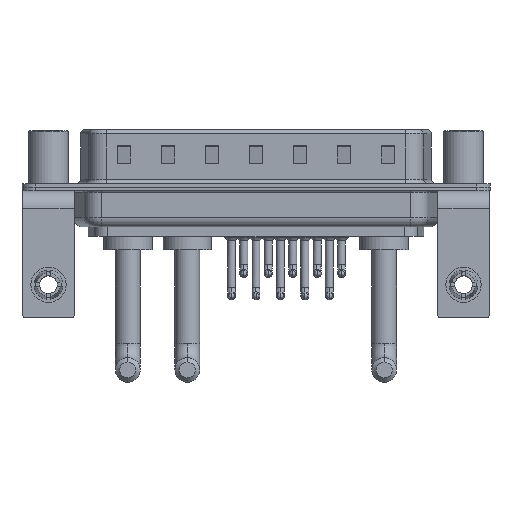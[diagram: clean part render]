
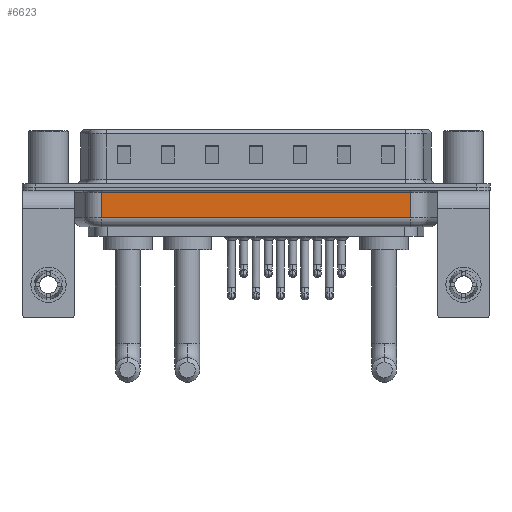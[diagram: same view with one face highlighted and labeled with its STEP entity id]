
A CAD part, front view. The second image highlights one B-rep face of the part: STEP entity #6623.
In plain terms, the highlighted planar face has unit normal (0, -1, 0).
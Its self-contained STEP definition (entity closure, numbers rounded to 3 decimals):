
#853 = VECTOR ( 'NONE', #6310, 1000. ) ;
#994 = CARTESIAN_POINT ( 'NONE',  ( 6.006, -5.35, -4.5 ) ) ;
#2796 = CARTESIAN_POINT ( 'NONE',  ( 6.006, -5.35, -0.65 ) ) ;
#5182 = VERTEX_POINT ( 'NONE', #24741 ) ;
#5812 = VERTEX_POINT ( 'NONE', #11519 ) ;
#6048 = AXIS2_PLACEMENT_3D ( 'NONE', #994, #11557, #11286 ) ;
#6310 = DIRECTION ( 'NONE',  ( 0., 0., 1. ) ) ;
#6623 = ADVANCED_FACE ( 'NONE', ( #22126 ), #25973, .F. ) ;
#6917 = LINE ( 'NONE', #2796, #11643 ) ;
#7533 = EDGE_LOOP ( 'NONE', ( #13837, #26593, #11113, #22604 ) ) ;
#8069 = VECTOR ( 'NONE', #9566, 1000. ) ;
#8545 = EDGE_CURVE ( 'NONE', #5182, #20920, #13640, .T. ) ;
#8648 = CARTESIAN_POINT ( 'NONE',  ( 6.006, -5.35, -4.5 ) ) ;
#9566 = DIRECTION ( 'NONE',  ( 1., 0., 0. ) ) ;
#11113 = ORIENTED_EDGE ( 'NONE', *, *, #8545, .T. ) ;
#11286 = DIRECTION ( 'NONE',  ( 0., 0., 1. ) ) ;
#11519 = CARTESIAN_POINT ( 'NONE',  ( 6.006, -5.35, -0.65 ) ) ;
#11557 = DIRECTION ( 'NONE',  ( 0., 1., 0. ) ) ;
#11643 = VECTOR ( 'NONE', #15028, 1000. ) ;
#13640 = LINE ( 'NONE', #17909, #17108 ) ;
#13837 = ORIENTED_EDGE ( 'NONE', *, *, #25256, .F. ) ;
#15028 = DIRECTION ( 'NONE',  ( -1., 0., 0. ) ) ;
#16231 = EDGE_CURVE ( 'NONE', #21390, #5182, #25487, .T. ) ;
#17108 = VECTOR ( 'NONE', #18176, 1000. ) ;
#17909 = CARTESIAN_POINT ( 'NONE',  ( 41.044, -5.35, -4.5 ) ) ;
#18176 = DIRECTION ( 'NONE',  ( 0., 0., 1. ) ) ;
#18216 = EDGE_CURVE ( 'NONE', #20920, #5812, #6917, .T. ) ;
#18535 = LINE ( 'NONE', #8648, #853 ) ;
#19009 = CARTESIAN_POINT ( 'NONE',  ( 41.044, -5.35, -0.65 ) ) ;
#20920 = VERTEX_POINT ( 'NONE', #19009 ) ;
#21390 = VERTEX_POINT ( 'NONE', #25947 ) ;
#22126 = FACE_OUTER_BOUND ( 'NONE', #7533, .T. ) ;
#22604 = ORIENTED_EDGE ( 'NONE', *, *, #18216, .T. ) ;
#23437 = CARTESIAN_POINT ( 'NONE',  ( 6.006, -5.35, -3.5 ) ) ;
#24741 = CARTESIAN_POINT ( 'NONE',  ( 41.044, -5.35, -3.5 ) ) ;
#25256 = EDGE_CURVE ( 'NONE', #21390, #5812, #18535, .T. ) ;
#25487 = LINE ( 'NONE', #23437, #8069 ) ;
#25947 = CARTESIAN_POINT ( 'NONE',  ( 6.006, -5.35, -3.5 ) ) ;
#25973 = PLANE ( 'NONE',  #6048 ) ;
#26593 = ORIENTED_EDGE ( 'NONE', *, *, #16231, .T. ) ;
